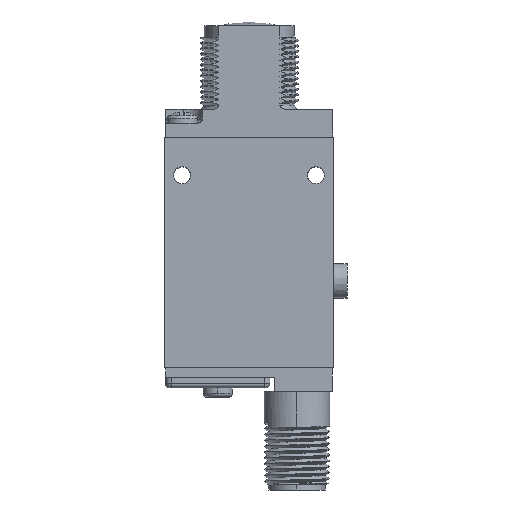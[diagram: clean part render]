
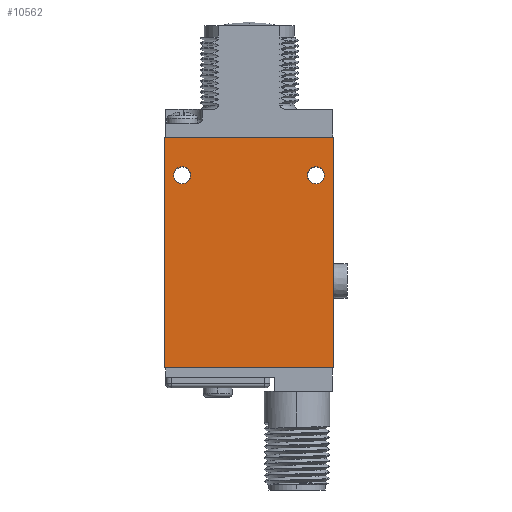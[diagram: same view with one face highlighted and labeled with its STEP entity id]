
A CAD part, left-side view. The second image highlights one B-rep face of the part: STEP entity #10562.
In plain terms, the highlighted planar face has unit normal (-1, 0, 0).
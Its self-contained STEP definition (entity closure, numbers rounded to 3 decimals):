
#1=DIRECTION('',(0.,-1.,0.));
#2=VECTOR('',#1,0.076);
#3=CARTESIAN_POINT('',(-6.02,-15.291,0.));
#4=LINE('',#3,#2);
#5=DIRECTION('',(0.,0.,-1.));
#6=VECTOR('',#5,42.164);
#7=CARTESIAN_POINT('',(-6.02,-15.367,0.));
#8=LINE('',#7,#6);
#9=DIRECTION('',(0.,1.,0.));
#10=VECTOR('',#9,30.785);
#11=CARTESIAN_POINT('',(-6.02,-15.367,-42.164));
#12=LINE('',#11,#10);
#13=DIRECTION('',(0.,0.,1.));
#14=VECTOR('',#13,42.164);
#15=CARTESIAN_POINT('',(-6.02,15.418,-42.164));
#16=LINE('',#15,#14);
#17=DIRECTION('',(0.,-1.,0.));
#18=VECTOR('',#17,0.127);
#19=CARTESIAN_POINT('',(-6.02,15.418,0.));
#20=LINE('',#19,#18);
#21=DIRECTION('',(0.,1.,0.));
#22=VECTOR('',#21,30.582);
#23=CARTESIAN_POINT('',(-6.02,-15.291,0.));
#24=LINE('',#23,#22);
#25=CARTESIAN_POINT('',(-6.02,12.243,-6.985));
#26=DIRECTION('',(1.,0.,0.));
#27=DIRECTION('',(0.,0.,-1.));
#28=AXIS2_PLACEMENT_3D('',#25,#26,#27);
#30=CARTESIAN_POINT('',(-6.02,12.243,-6.985));
#31=DIRECTION('',(1.,0.,0.));
#32=DIRECTION('',(0.,0.,1.));
#33=AXIS2_PLACEMENT_3D('',#30,#31,#32);
#35=CARTESIAN_POINT('',(-6.02,-12.192,-6.985));
#36=DIRECTION('',(1.,0.,0.));
#37=DIRECTION('',(0.,0.,-1.));
#38=AXIS2_PLACEMENT_3D('',#35,#36,#37);
#40=CARTESIAN_POINT('',(-6.02,-12.192,-6.985));
#41=DIRECTION('',(1.,0.,0.));
#42=DIRECTION('',(0.,0.,1.));
#43=AXIS2_PLACEMENT_3D('',#40,#41,#42);
#9649=CARTESIAN_POINT('',(-6.02,-15.367,0.));
#9650=CARTESIAN_POINT('',(-6.02,-15.367,-42.164));
#9651=VERTEX_POINT('',#9649);
#9652=VERTEX_POINT('',#9650);
#9653=CARTESIAN_POINT('',(-6.02,15.418,-42.164));
#9654=VERTEX_POINT('',#9653);
#9655=CARTESIAN_POINT('',(-6.02,15.418,0.));
#9656=VERTEX_POINT('',#9655);
#9665=CARTESIAN_POINT('',(-6.02,12.243,-8.535));
#9666=CARTESIAN_POINT('',(-6.02,12.243,-5.435));
#9667=VERTEX_POINT('',#9665);
#9668=VERTEX_POINT('',#9666);
#9669=CARTESIAN_POINT('',(-6.02,-12.192,-8.535));
#9670=CARTESIAN_POINT('',(-6.02,-12.192,-5.435));
#9671=VERTEX_POINT('',#9669);
#9672=VERTEX_POINT('',#9670);
#10077=CARTESIAN_POINT('',(-6.02,-15.291,0.));
#10078=CARTESIAN_POINT('',(-6.02,15.291,0.));
#10079=VERTEX_POINT('',#10077);
#10080=VERTEX_POINT('',#10078);
#10531=CARTESIAN_POINT('',(-6.02,-15.367,0.));
#10532=DIRECTION('',(1.,0.,0.));
#10533=DIRECTION('',(0.,0.,-1.));
#10534=AXIS2_PLACEMENT_3D('',#10531,#10532,#10533);
#10535=PLANE('',#10534);
#10537=ORIENTED_EDGE('',*,*,#10536,.T.);
#10539=ORIENTED_EDGE('',*,*,#10538,.T.);
#10541=ORIENTED_EDGE('',*,*,#10540,.T.);
#10543=ORIENTED_EDGE('',*,*,#10542,.T.);
#10545=ORIENTED_EDGE('',*,*,#10544,.T.);
#10547=ORIENTED_EDGE('',*,*,#10546,.F.);
#10548=EDGE_LOOP('',(#10537,#10539,#10541,#10543,#10545,#10547));
#10549=FACE_OUTER_BOUND('',#10548,.F.);
#10551=ORIENTED_EDGE('',*,*,#10550,.F.);
#10553=ORIENTED_EDGE('',*,*,#10552,.F.);
#10554=EDGE_LOOP('',(#10551,#10553));
#10555=FACE_BOUND('',#10554,.F.);
#10557=ORIENTED_EDGE('',*,*,#10556,.F.);
#10559=ORIENTED_EDGE('',*,*,#10558,.F.);
#10560=EDGE_LOOP('',(#10557,#10559));
#10561=FACE_BOUND('',#10560,.F.);
#10562=ADVANCED_FACE('',(#10549,#10555,#10561),#10535,.F.);
#29=CIRCLE('',#28,1.55);
#34=CIRCLE('',#33,1.55);
#39=CIRCLE('',#38,1.55);
#44=CIRCLE('',#43,1.55);
#10536=EDGE_CURVE('',#10079,#9651,#4,.T.);
#10538=EDGE_CURVE('',#9651,#9652,#8,.T.);
#10540=EDGE_CURVE('',#9652,#9654,#12,.T.);
#10542=EDGE_CURVE('',#9654,#9656,#16,.T.);
#10544=EDGE_CURVE('',#9656,#10080,#20,.T.);
#10546=EDGE_CURVE('',#10079,#10080,#24,.T.);
#10550=EDGE_CURVE('',#9667,#9668,#29,.T.);
#10552=EDGE_CURVE('',#9668,#9667,#34,.T.);
#10556=EDGE_CURVE('',#9671,#9672,#39,.T.);
#10558=EDGE_CURVE('',#9672,#9671,#44,.T.);
